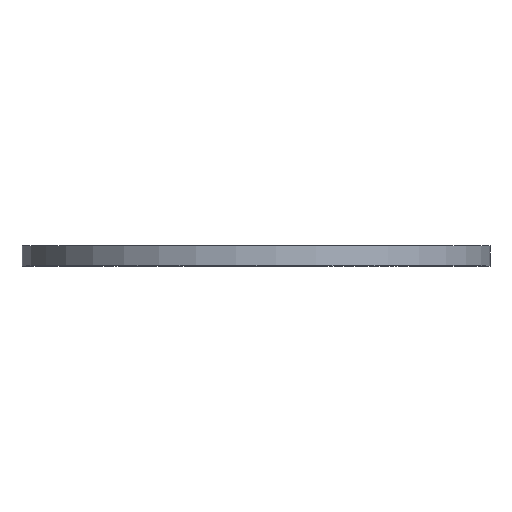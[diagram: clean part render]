
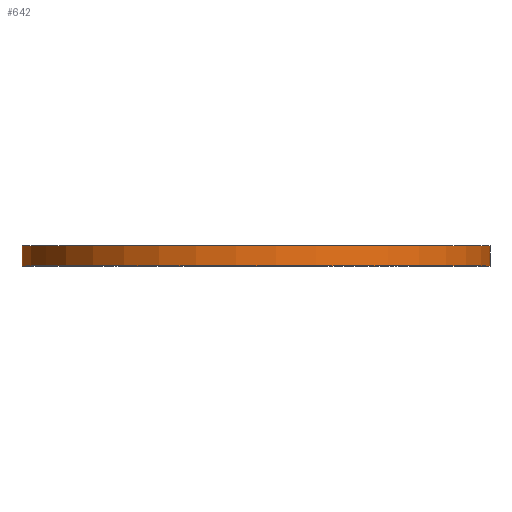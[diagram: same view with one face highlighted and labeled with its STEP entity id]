
A CAD part, top view. The second image highlights one B-rep face of the part: STEP entity #642.
In plain terms, the highlighted cylindrical face has radius 39.903 mm (diameter 79.807 mm), a partial arc.
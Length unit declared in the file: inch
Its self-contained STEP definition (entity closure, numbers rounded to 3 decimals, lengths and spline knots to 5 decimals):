
#91 = VERTEX_POINT ( 'NONE', #1052 ) ;
#250 = LINE ( 'NONE', #2377, #1544 ) ;
#360 = DIRECTION ( 'NONE',  ( 0., -1., 0. ) ) ;
#436 = VERTEX_POINT ( 'NONE', #2788 ) ;
#503 = DIRECTION ( 'NONE',  ( 0., -1., 0. ) ) ;
#509 = CARTESIAN_POINT ( 'NONE',  ( 0.95711, 0.01, -1.24579 ) ) ;
#628 = DIRECTION ( 'NONE',  ( 0., 0., 1. ) ) ;
#642 = ADVANCED_FACE ( 'NONE', ( #2903 ), #1032, .T. ) ;
#690 = CARTESIAN_POINT ( 'NONE',  ( 0., -0.125, 0. ) ) ;
#825 = CIRCLE ( 'NONE', #2633, 1.571 ) ;
#892 = EDGE_CURVE ( 'NONE', #91, #2703, #1419, .T. ) ;
#953 = ORIENTED_EDGE ( 'NONE', *, *, #956, .F. ) ;
#956 = EDGE_CURVE ( 'NONE', #2973, #436, #250, .T. ) ;
#1008 = ORIENTED_EDGE ( 'NONE', *, *, #892, .T. ) ;
#1032 = CYLINDRICAL_SURFACE ( 'NONE', #1493, 1.571 ) ;
#1052 = CARTESIAN_POINT ( 'NONE',  ( -0.95711, 0.01, -1.24579 ) ) ;
#1097 = CARTESIAN_POINT ( 'NONE',  ( 0., 0.01, 0. ) ) ;
#1349 = CARTESIAN_POINT ( 'NONE',  ( 0., 0.01, 0. ) ) ;
#1419 = LINE ( 'NONE', #2584, #2716 ) ;
#1425 = DIRECTION ( 'NONE',  ( 0., -1., 0. ) ) ;
#1426 = EDGE_LOOP ( 'NONE', ( #1008, #2750, #953, #2538 ) ) ;
#1482 = CARTESIAN_POINT ( 'NONE',  ( -0.95711, -0.125, -1.24579 ) ) ;
#1493 = AXIS2_PLACEMENT_3D ( 'NONE', #1097, #360, #1729 ) ;
#1544 = VECTOR ( 'NONE', #503, 39.37008 ) ;
#1632 = DIRECTION ( 'NONE',  ( 0., 0., 1. ) ) ;
#1647 = EDGE_CURVE ( 'NONE', #436, #2703, #1765, .T. ) ;
#1729 = DIRECTION ( 'NONE',  ( 0., 0., -1. ) ) ;
#1765 = CIRCLE ( 'NONE', #2182, 1.571 ) ;
#1821 = DIRECTION ( 'NONE',  ( 0., -1., 0. ) ) ;
#2182 = AXIS2_PLACEMENT_3D ( 'NONE', #690, #1425, #1632 ) ;
#2344 = EDGE_CURVE ( 'NONE', #2973, #91, #825, .T. ) ;
#2377 = CARTESIAN_POINT ( 'NONE',  ( 0.95711, 0.01, -1.24579 ) ) ;
#2538 = ORIENTED_EDGE ( 'NONE', *, *, #2344, .T. ) ;
#2584 = CARTESIAN_POINT ( 'NONE',  ( -0.95711, 0.01, -1.24579 ) ) ;
#2633 = AXIS2_PLACEMENT_3D ( 'NONE', #1349, #1821, #628 ) ;
#2703 = VERTEX_POINT ( 'NONE', #1482 ) ;
#2716 = VECTOR ( 'NONE', #2867, 39.37008 ) ;
#2750 = ORIENTED_EDGE ( 'NONE', *, *, #1647, .F. ) ;
#2788 = CARTESIAN_POINT ( 'NONE',  ( 0.95711, -0.125, -1.24579 ) ) ;
#2867 = DIRECTION ( 'NONE',  ( 0., -1., 0. ) ) ;
#2903 = FACE_OUTER_BOUND ( 'NONE', #1426, .T. ) ;
#2973 = VERTEX_POINT ( 'NONE', #509 ) ;
